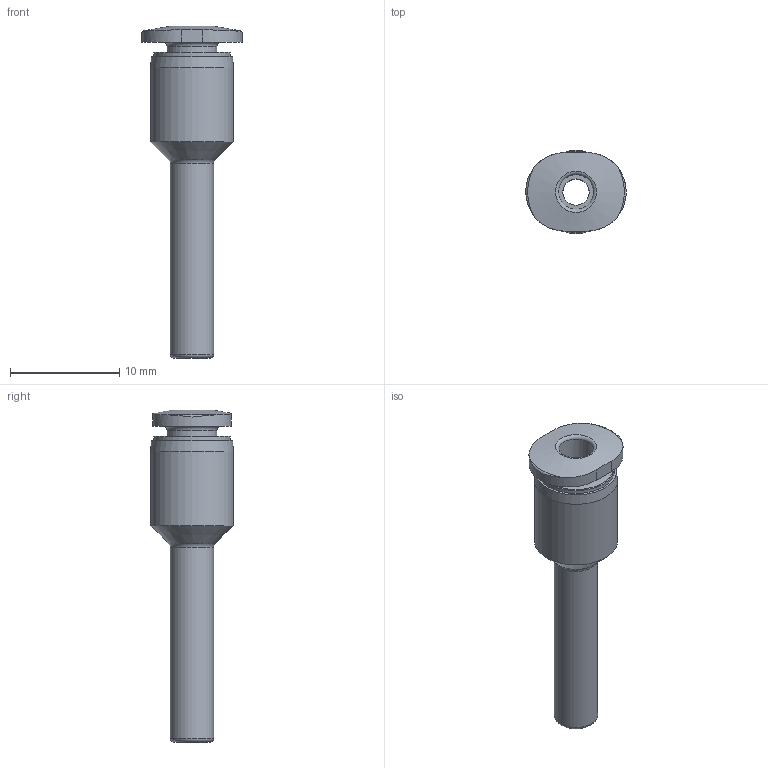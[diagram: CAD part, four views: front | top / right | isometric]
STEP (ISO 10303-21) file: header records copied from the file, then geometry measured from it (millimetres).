
FILE_DESCRIPTION(/* description */ ('STEP AP214'),/* implementation_level */ '2;1');
FILE_NAME(/* name */ '572280_QBM-5_32H-1_8-U',/* time_stamp */ '2024-09-14T03:27:12+02:00',/* author */ ('License CC BY-ND 4.0'),/* organization */ ('CADENAS'),/* preprocessor_version */ 'ST-DEVELOPER v19.3',/* originating_system */ 'PARTsolutions',/* authorisation */ ' ');
FILE_SCHEMA (('AUTOMOTIVE_DESIGN {1 0 10303 214 3 1 1}'));
Length unit declared in the file: millimetre
Products named in the file (1): 572280 QBM-5/32H-1/8-U
Bounding box: 9.2 x 7.6 x 30.4 mm (x, y, z)
Volume: 550.7 mm3; surface area: 882.4 mm2
Topology: 1 solids, 1 shells, 25 faces, 53 edges, 33 vertices
Faces by surface type: cylinder 8, plane 7, torus 6, cone 4
Full cylindrical faces by diameter (mm): 2.4 x1, 3.175 x1, 3.969 x1, 4.575 x1, 7 x1, 7.6 x1
Entity records: 808 total; most frequent: CARTESIAN_POINT 126, DIRECTION 102, ORIENTED_EDGE 76, AXIS2_PLACEMENT_3D 48, EDGE_LOOP 44, FACE_BOUND 44, EDGE_CURVE 38, VERTEX_POINT 32
